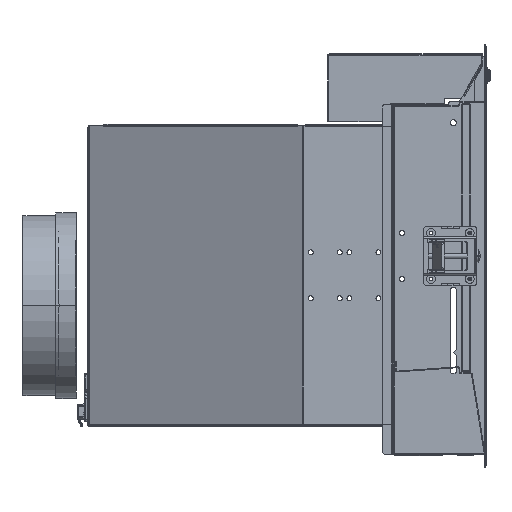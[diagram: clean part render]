
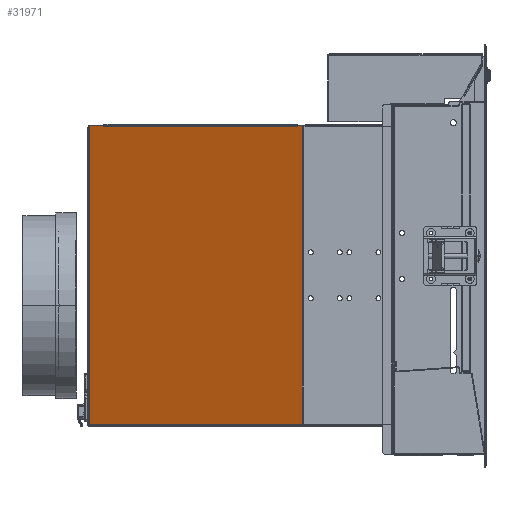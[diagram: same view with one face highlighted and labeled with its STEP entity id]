
A CAD part, left-side view. The second image highlights one B-rep face of the part: STEP entity #31971.
In plain terms, the highlighted face is planar.
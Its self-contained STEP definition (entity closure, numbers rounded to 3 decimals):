
#30349=DIRECTION('',(0.,0.,-1.));
#30350=VECTOR('',#30349,245.);
#30351=CARTESIAN_POINT('',(5.404,-0.866,122.5));
#30352=LINE('',#30351,#30350);
#30357=DIRECTION('',(-0.423,0.906,0.));
#30358=VECTOR('',#30357,5.);
#30359=CARTESIAN_POINT('',(87.904,-177.788,-124.));
#30360=LINE('',#30359,#30358);
#30361=DIRECTION('',(-0.423,0.906,0.));
#30362=VECTOR('',#30361,5.);
#30363=CARTESIAN_POINT('',(87.904,-177.788,124.));
#30364=LINE('',#30363,#30362);
#30365=DIRECTION('',(0.,0.,1.));
#30366=VECTOR('',#30365,0.5);
#30367=CARTESIAN_POINT('',(85.791,-173.257,123.5));
#30368=LINE('',#30367,#30366);
#30369=DIRECTION('',(0.,0.,-1.));
#30370=VECTOR('',#30369,0.5);
#30371=CARTESIAN_POINT('',(11.321,-13.554,124.));
#30372=LINE('',#30371,#30370);
#30373=DIRECTION('',(0.423,-0.906,0.));
#30374=VECTOR('',#30373,13.);
#30375=CARTESIAN_POINT('',(5.826,-1.772,124.));
#30376=LINE('',#30375,#30374);
#30377=DIRECTION('',(0.,0.,1.));
#30378=VECTOR('',#30377,0.5);
#30379=CARTESIAN_POINT('',(5.404,-0.866,122.5));
#30380=LINE('',#30379,#30378);
#30381=DIRECTION('',(0.,0.,-1.));
#30382=VECTOR('',#30381,0.5);
#30383=CARTESIAN_POINT('',(5.404,-0.866,-122.5));
#30384=LINE('',#30383,#30382);
#30385=DIRECTION('',(0.423,-0.906,0.));
#30386=VECTOR('',#30385,13.);
#30387=CARTESIAN_POINT('',(5.826,-1.772,-124.));
#30388=LINE('',#30387,#30386);
#30389=DIRECTION('',(0.,0.,-1.));
#30390=VECTOR('',#30389,0.5);
#30391=CARTESIAN_POINT('',(11.321,-13.554,-123.5));
#30392=LINE('',#30391,#30390);
#30393=DIRECTION('',(0.,0.,-1.));
#30394=VECTOR('',#30393,0.5);
#30395=CARTESIAN_POINT('',(85.791,-173.257,-123.5));
#30396=LINE('',#30395,#30394);
#31221=DIRECTION('',(-0.423,0.906,0.));
#31222=VECTOR('',#31221,176.212);
#31223=CARTESIAN_POINT('',(85.791,-173.257,-123.5));
#31224=LINE('',#31223,#31222);
#31269=CARTESIAN_POINT('',(5.826,-1.772,-123.));
#31270=DIRECTION('',(0.906,0.423,0.));
#31271=DIRECTION('',(0.,0.,-1.));
#31272=AXIS2_PLACEMENT_3D('',#31269,#31270,#31271);
#31359=CARTESIAN_POINT('',(5.826,-1.772,123.));
#31360=DIRECTION('',(0.906,0.423,0.));
#31361=DIRECTION('',(-0.423,0.906,0.));
#31362=AXIS2_PLACEMENT_3D('',#31359,#31360,#31361);
#31401=DIRECTION('',(0.423,-0.906,0.));
#31402=VECTOR('',#31401,176.212);
#31403=CARTESIAN_POINT('',(11.321,-13.554,123.5));
#31404=LINE('',#31403,#31402);
#31505=DIRECTION('',(0.,0.,-1.));
#31506=VECTOR('',#31505,248.);
#31507=CARTESIAN_POINT('',(87.904,-177.788,124.));
#31508=LINE('',#31507,#31506);
#31537=CARTESIAN_POINT('',(11.321,-13.554,123.5));
#31539=VERTEX_POINT('',#31537);
#31546=CARTESIAN_POINT('',(85.791,-173.257,123.5));
#31548=VERTEX_POINT('',#31546);
#31565=CARTESIAN_POINT('',(85.791,-173.257,-123.5));
#31566=CARTESIAN_POINT('',(11.321,-13.554,-123.5));
#31567=VERTEX_POINT('',#31565);
#31568=VERTEX_POINT('',#31566);
#31597=CARTESIAN_POINT('',(5.404,-0.866,122.5));
#31598=VERTEX_POINT('',#31597);
#31609=CARTESIAN_POINT('',(5.404,-0.866,-122.5));
#31610=VERTEX_POINT('',#31609);
#31613=CARTESIAN_POINT('',(11.321,-13.554,124.));
#31614=VERTEX_POINT('',#31613);
#31615=CARTESIAN_POINT('',(11.321,-13.554,-124.));
#31616=VERTEX_POINT('',#31615);
#31622=CARTESIAN_POINT('',(5.404,-0.866,123.));
#31624=VERTEX_POINT('',#31622);
#31625=CARTESIAN_POINT('',(5.826,-1.772,124.));
#31626=VERTEX_POINT('',#31625);
#31630=CARTESIAN_POINT('',(5.826,-1.772,-124.));
#31632=VERTEX_POINT('',#31630);
#31633=CARTESIAN_POINT('',(5.404,-0.866,-123.));
#31634=VERTEX_POINT('',#31633);
#31637=CARTESIAN_POINT('',(87.904,-177.788,124.));
#31638=CARTESIAN_POINT('',(85.791,-173.257,124.));
#31639=VERTEX_POINT('',#31637);
#31640=VERTEX_POINT('',#31638);
#31793=CARTESIAN_POINT('',(87.904,-177.788,-124.));
#31794=CARTESIAN_POINT('',(85.791,-173.257,-124.));
#31795=VERTEX_POINT('',#31793);
#31796=VERTEX_POINT('',#31794);
#31933=CARTESIAN_POINT('',(5.,0.,-65.6));
#31934=DIRECTION('',(-0.906,-0.423,0.));
#31935=DIRECTION('',(0.,0.,1.));
#31936=AXIS2_PLACEMENT_3D('',#31933,#31934,#31935);
#31937=PLANE('',#31936);
#31939=ORIENTED_EDGE('',*,*,#31938,.F.);
#31941=ORIENTED_EDGE('',*,*,#31940,.F.);
#31943=ORIENTED_EDGE('',*,*,#31942,.T.);
#31945=ORIENTED_EDGE('',*,*,#31944,.F.);
#31947=ORIENTED_EDGE('',*,*,#31946,.F.);
#31949=ORIENTED_EDGE('',*,*,#31948,.F.);
#31951=ORIENTED_EDGE('',*,*,#31950,.F.);
#31953=ORIENTED_EDGE('',*,*,#31952,.F.);
#31955=ORIENTED_EDGE('',*,*,#31954,.F.);
#31956=ORIENTED_EDGE('',*,*,#31926,.T.);
#31958=ORIENTED_EDGE('',*,*,#31957,.T.);
#31960=ORIENTED_EDGE('',*,*,#31959,.F.);
#31962=ORIENTED_EDGE('',*,*,#31961,.T.);
#31964=ORIENTED_EDGE('',*,*,#31963,.F.);
#31966=ORIENTED_EDGE('',*,*,#31965,.F.);
#31968=ORIENTED_EDGE('',*,*,#31967,.T.);
#31969=EDGE_LOOP('',(#31939,#31941,#31943,#31945,#31947,#31949,#31951,#31953,
#31955,#31956,#31958,#31960,#31962,#31964,#31966,#31968));
#31970=FACE_OUTER_BOUND('',#31969,.F.);
#31971=ADVANCED_FACE('',(#31970),#31937,.F.);
#31273=CIRCLE('',#31272,1.);
#31363=CIRCLE('',#31362,1.);
#31926=EDGE_CURVE('',#31598,#31610,#30352,.T.);
#31938=EDGE_CURVE('',#31795,#31796,#30360,.T.);
#31940=EDGE_CURVE('',#31639,#31795,#31508,.T.);
#31942=EDGE_CURVE('',#31639,#31640,#30364,.T.);
#31944=EDGE_CURVE('',#31548,#31640,#30368,.T.);
#31946=EDGE_CURVE('',#31539,#31548,#31404,.T.);
#31948=EDGE_CURVE('',#31614,#31539,#30372,.T.);
#31950=EDGE_CURVE('',#31626,#31614,#30376,.T.);
#31952=EDGE_CURVE('',#31624,#31626,#31363,.T.);
#31954=EDGE_CURVE('',#31598,#31624,#30380,.T.);
#31957=EDGE_CURVE('',#31610,#31634,#30384,.T.);
#31959=EDGE_CURVE('',#31632,#31634,#31273,.T.);
#31961=EDGE_CURVE('',#31632,#31616,#30388,.T.);
#31963=EDGE_CURVE('',#31568,#31616,#30392,.T.);
#31965=EDGE_CURVE('',#31567,#31568,#31224,.T.);
#31967=EDGE_CURVE('',#31567,#31796,#30396,.T.);
